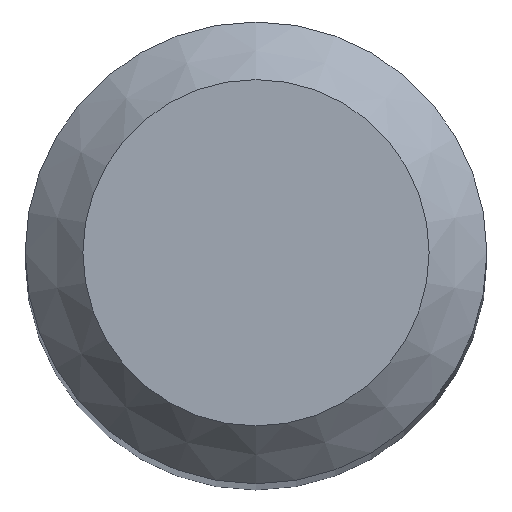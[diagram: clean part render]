
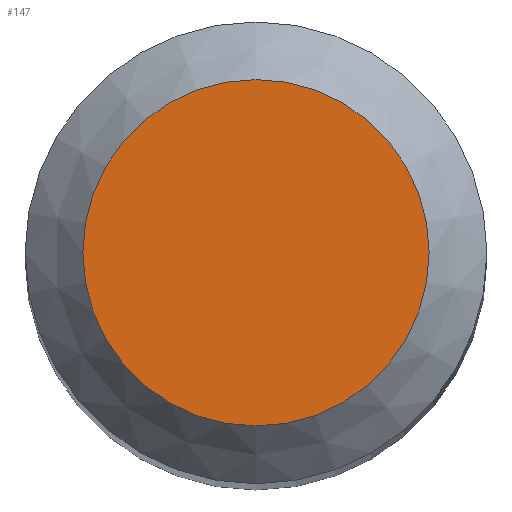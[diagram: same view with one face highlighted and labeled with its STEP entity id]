
A CAD part, top view. The second image highlights one B-rep face of the part: STEP entity #147.
In plain terms, the highlighted planar face has unit normal (0, 0, 1).
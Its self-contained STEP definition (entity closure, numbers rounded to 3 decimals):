
#11 = PLANE ( 'NONE',  #27 ) ;
#15 = DIRECTION ( 'NONE',  ( 0., 1., 0. ) ) ;
#27 = AXIS2_PLACEMENT_3D ( 'NONE', #28, #68, #88 ) ;
#28 = CARTESIAN_POINT ( 'NONE',  ( 0., 0., 50. ) ) ;
#55 = CARTESIAN_POINT ( 'NONE',  ( 0., 0., 50. ) ) ;
#68 = DIRECTION ( 'NONE',  ( 0., 0., -1. ) ) ;
#79 = AXIS2_PLACEMENT_3D ( 'NONE', #55, #142, #15 ) ;
#83 = FACE_OUTER_BOUND ( 'NONE', #200, .T. ) ;
#88 = DIRECTION ( 'NONE',  ( 0., 1., 0. ) ) ;
#142 = DIRECTION ( 'NONE',  ( 0., 0., -1. ) ) ;
#147 = ADVANCED_FACE ( 'NONE', ( #83 ), #11, .F. ) ;
#157 = CIRCLE ( 'NONE', #79, 1.5 ) ;
#162 = VERTEX_POINT ( 'NONE', #185 ) ;
#185 = CARTESIAN_POINT ( 'NONE',  ( 0., 1.5, 50. ) ) ;
#200 = EDGE_LOOP ( 'NONE', ( #235 ) ) ;
#203 = EDGE_CURVE ( 'NONE', #162, #162, #157, .T. ) ;
#235 = ORIENTED_EDGE ( 'NONE', *, *, #203, .F. ) ;
